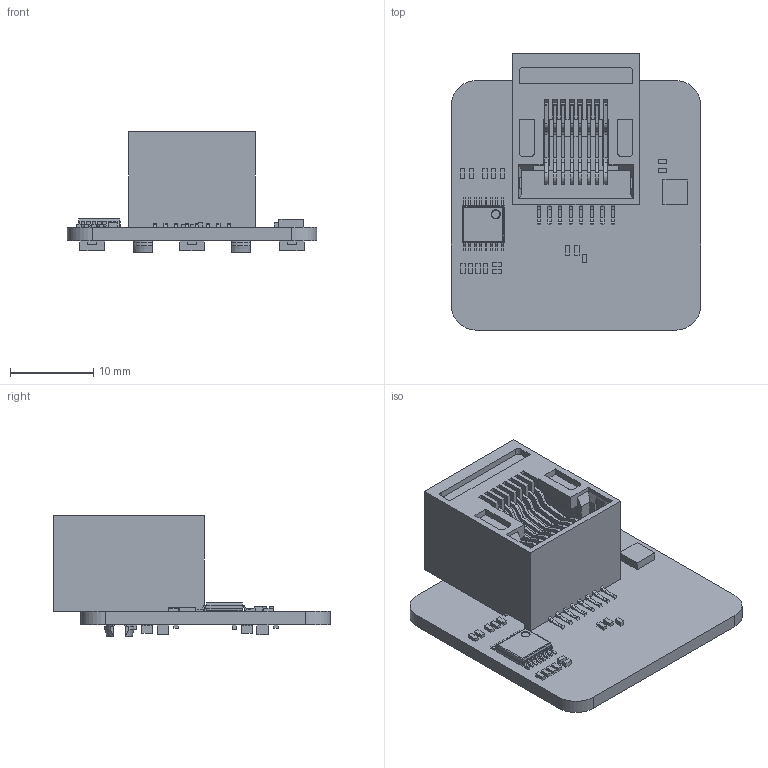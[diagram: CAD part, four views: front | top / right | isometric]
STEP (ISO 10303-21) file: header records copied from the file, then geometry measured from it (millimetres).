
FILE_DESCRIPTION(('Open CASCADE Model'),'2;1');
FILE_NAME('Open CASCADE Shape Model','2024-05-30T13:53:35',('Author'),( 'Open CASCADE'),'Open CASCADE STEP processor 6.8','Open CASCADE 6.8' ,'Unknown');
FILE_SCHEMA(('AUTOMOTIVE_DESIGN { 1 0 10303 214 1 1 1 1 }'));
Length unit declared in the file: millimetre
Products named in the file (55): PCB; Board; Open CASCADE STEP translator 6.8 2.1.1; U6; Vishay_VEML3328; U5; 6116594752; Extruded; U4; U3; U2; U1; TSSOP-16[8-8]_0.45_0.65_4.4x5x1.1; R15; 6116596112; R14; R13; R12; R11; 6116597152; R10; R9; R8; R7; R6; R5; R4; R3; R2; R1; LED4; 6116593472; LED3; LED2; LED1; CON1; 955016890; Open CASCADE STEP translator 6.8 2.27.1.1; Open CASCADE STEP translator 6.8 2.27.1.2; C9 ...
Assembly tree (80 placements, depth 4):
  PCB
    Board
      Open CASCADE STEP translator 6.8 2.1.1
    U6
      Vishay_VEML3328
    U5
      6116594752
        Extruded
    U4
      Vishay_VEML3328
    U3
      Vishay_VEML3328
    U2
      Vishay_VEML3328
    U1
      TSSOP-16[8-8]_0.45_0.65_4.4x5x1.1
    R15
      6116596112
        Extruded
    R14
      6116596112
        Extruded
    R13
      6116596112
        Extruded
    R12
      6116596112
        Extruded
    R11
      6116597152
        Extruded
    R10
      6116597152
        Extruded
    R9
      6116597152
        Extruded
    R8
      6116597152
        Extruded
    R7
      6116597152
        Extruded
    R6
      6116597152
        Extruded
    R5
      6116597152
        Extruded
    R4
      6116597152
        Extruded
    R3
      6116597152
        Extruded
    R2
      6116597152
        Extruded
    R1
      6116597152
Bounding box: 30 x 33.2 x 14.5 mm (x, y, z)
Volume: 2925.7 mm3; surface area: 4649.2 mm2
Topology: 52 solids, 52 shells, 991 faces, 2652 edges, 1806 vertices
Faces by surface type: plane 799, cylinder 186, cone 4, torus 2
Entity records: 28242 total; most frequent: CARTESIAN_POINT 4646, ORIENTED_EDGE 4316, DIRECTION 4282, EDGE_CURVE 2158, LINE 1806, VECTOR 1806, VERTEX_POINT 1426, AXIS2_PLACEMENT_3D 1238
